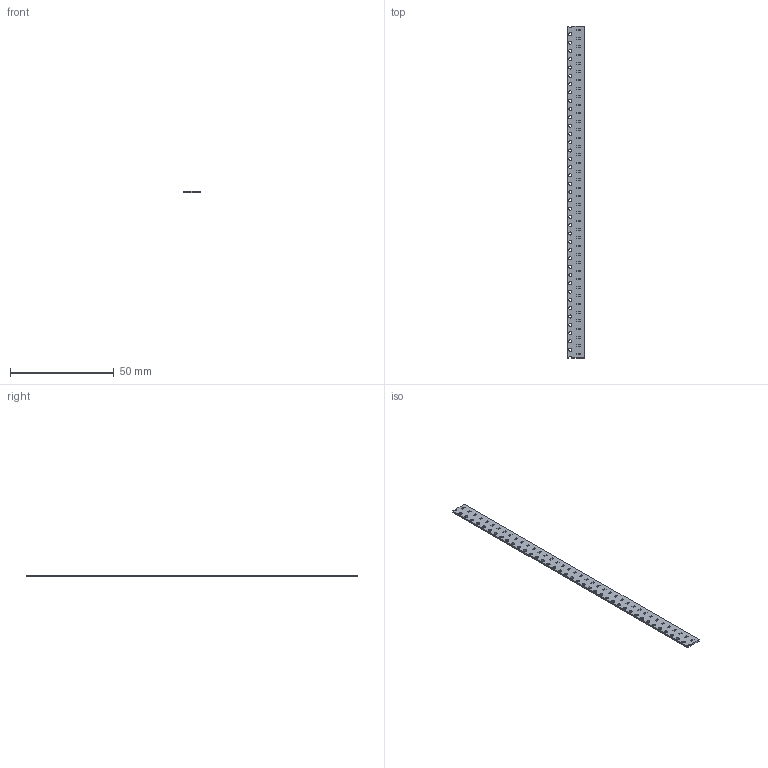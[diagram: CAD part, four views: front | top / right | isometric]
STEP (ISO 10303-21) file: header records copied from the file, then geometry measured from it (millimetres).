
FILE_DESCRIPTION(/* description */ ('Alibre Inc.'),/* implementation_level */ '2;1');
FILE_NAME(/* name */ 'export0',/* time_stamp */ '2015-07-11T14:27:23+12:00',/* author */ (''),/* organization */ (''),/* preprocessor_version */ 'ST-DEVELOPER v14',/* originating_system */ 'Alibre',/* authorisation */ '');
FILE_SCHEMA (('CONFIG_CONTROL_DESIGN'));
Length unit declared in the file: centimetre
Products named in the file (1): ID_1
Bounding box: 8 x 160 x 0.8 mm (x, y, z)
Volume: 941.9 mm3; surface area: 2931.8 mm2
Topology: 1 solids, 1 shells, 249 faces, 621 edges, 414 vertices
Faces by surface type: plane 208, cylinder 41
Full cylindrical faces by diameter (mm): 1.5 x39
Entity records: 7175 total; most frequent: CARTESIAN_POINT 1245, ORIENTED_EDGE 1164, DIRECTION 954, EDGE_CURVE 582, VECTOR 500, LINE 500, VERTEX_POINT 414, EDGE_LOOP 406
